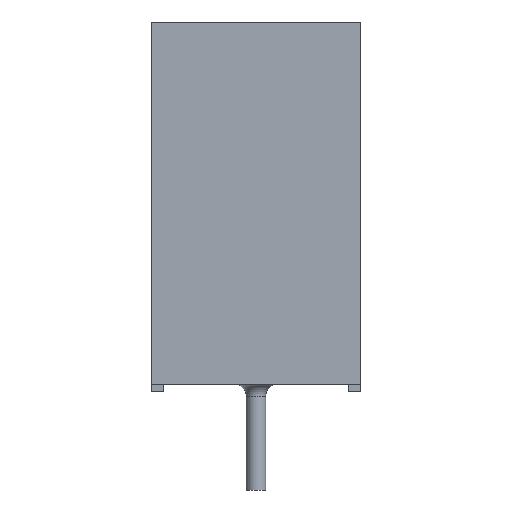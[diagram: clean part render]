
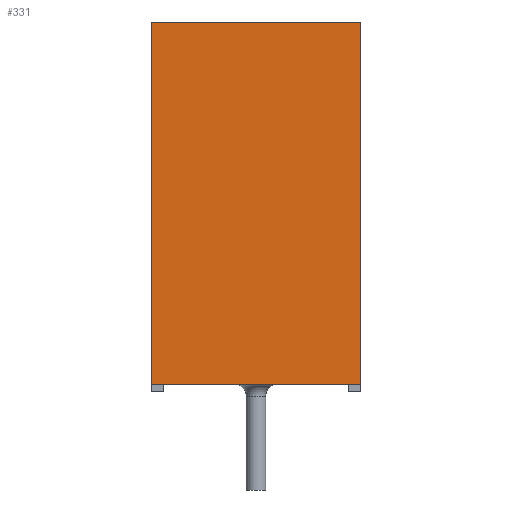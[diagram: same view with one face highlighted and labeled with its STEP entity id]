
A CAD part, left-side view. The second image highlights one B-rep face of the part: STEP entity #331.
In plain terms, the highlighted planar face has unit normal (-1, 0, 0).
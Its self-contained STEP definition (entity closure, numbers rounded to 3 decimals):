
#331 = ADVANCED_FACE( '', ( #847 ), #848, .F. );
#847 = FACE_OUTER_BOUND( '', #1586, .T. );
#848 = PLANE( '', #1587 );
#1586 = EDGE_LOOP( '', ( #2651, #2652, #2653, #2654 ) );
#1587 = AXIS2_PLACEMENT_3D( '', #2655, #2656, #2657 );
#2651 = ORIENTED_EDGE( '', *, *, #5140, .T. );
#2652 = ORIENTED_EDGE( '', *, *, #5141, .F. );
#2653 = ORIENTED_EDGE( '', *, *, #5142, .F. );
#2654 = ORIENTED_EDGE( '', *, *, #5143, .T. );
#2655 = CARTESIAN_POINT( '', ( -9., -4.25, 7.35 ) );
#2656 = DIRECTION( '', ( 1., 0., 0. ) );
#2657 = DIRECTION( '', ( 0., 0., -1. ) );
#5140 = EDGE_CURVE( '', #6075, #6076, #6077, .T. );
#5141 = EDGE_CURVE( '', #6078, #6076, #6079, .T. );
#5142 = EDGE_CURVE( '', #6080, #6078, #6081, .T. );
#5143 = EDGE_CURVE( '', #6080, #6075, #6082, .T. );
#6075 = VERTEX_POINT( '', #7799 );
#6076 = VERTEX_POINT( '', #7800 );
#6077 = LINE( '', #7801, #7802 );
#6078 = VERTEX_POINT( '', #7803 );
#6079 = LINE( '', #7804, #7805 );
#6080 = VERTEX_POINT( '', #7806 );
#6081 = LINE( '', #7807, #7808 );
#6082 = LINE( '', #7809, #7810 );
#7799 = CARTESIAN_POINT( '', ( -9., 4.25, 7.35 ) );
#7800 = CARTESIAN_POINT( '', ( -9., 4.25, -7.35 ) );
#7801 = CARTESIAN_POINT( '', ( -9., 4.25, 7.35 ) );
#7802 = VECTOR( '', #10234, 1000. );
#7803 = CARTESIAN_POINT( '', ( -9., -4.25, -7.35 ) );
#7804 = CARTESIAN_POINT( '', ( -9., -4.25, -7.35 ) );
#7805 = VECTOR( '', #10235, 1000. );
#7806 = CARTESIAN_POINT( '', ( -9., -4.25, 7.35 ) );
#7807 = CARTESIAN_POINT( '', ( -9., -4.25, 7.35 ) );
#7808 = VECTOR( '', #10236, 1000. );
#7809 = CARTESIAN_POINT( '', ( -9., -4.25, 7.35 ) );
#7810 = VECTOR( '', #10237, 1000. );
#10234 = DIRECTION( '', ( 0., 0., -1. ) );
#10235 = DIRECTION( '', ( 0., 1., 0. ) );
#10236 = DIRECTION( '', ( 0., 0., -1. ) );
#10237 = DIRECTION( '', ( 0., 1., 0. ) );
